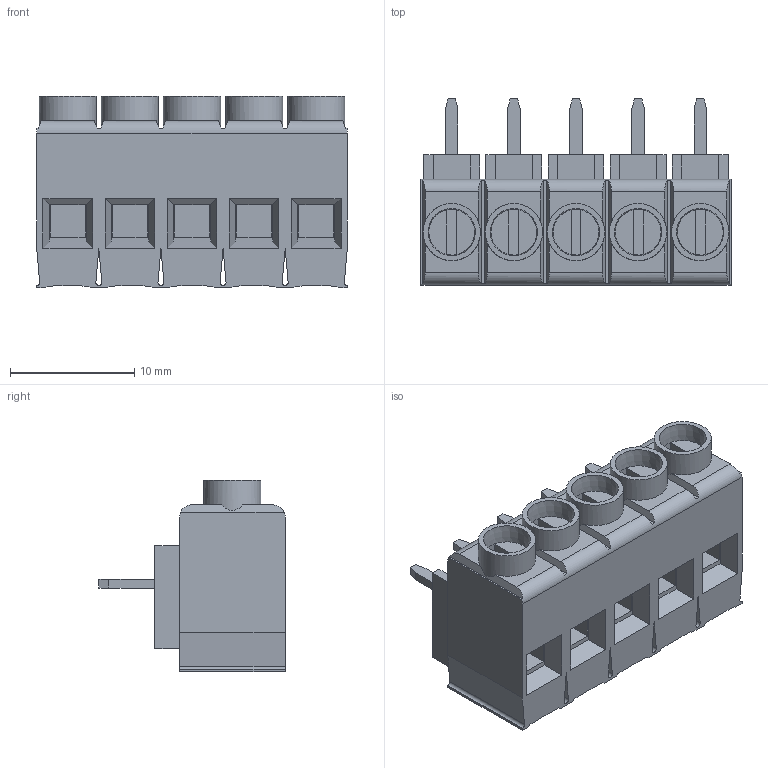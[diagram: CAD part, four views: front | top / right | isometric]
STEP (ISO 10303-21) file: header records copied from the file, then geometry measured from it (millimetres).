
FILE_DESCRIPTION( ( 'Unknown' ), '1' );
FILE_NAME( '691132700005.stp', 'Unknown', ( 'Unknown' ), ( 'Unknown' ), 'PSStep 17.0.49', 'Unknown', ' ' );
FILE_SCHEMA( ( 'AUTOMOTIVE_DESIGN { 1 0 10303 214 1 1 1 1 }' ) );
Length unit declared in the file: millimetre
Products named in the file (1): 1
Bounding box: 25 x 15 x 15.45 mm (x, y, z)
Volume: 2734.5 mm3; surface area: 2671.5 mm2
Topology: 1 solids, 1 shells, 271 faces, 717 edges, 468 vertices
Faces by surface type: plane 238, cylinder 28, cone 5
Full cylindrical faces by diameter (mm): 4.6 x5
Entity records: 10337 total; most frequent: CARTESIAN_POINT 1427, ORIENTED_EDGE 1394, DIRECTION 1347, EDGE_CURVE 697, LINE 591, VECTOR 591, VERTEX_POINT 458, AXIS2_PLACEMENT_3D 378
